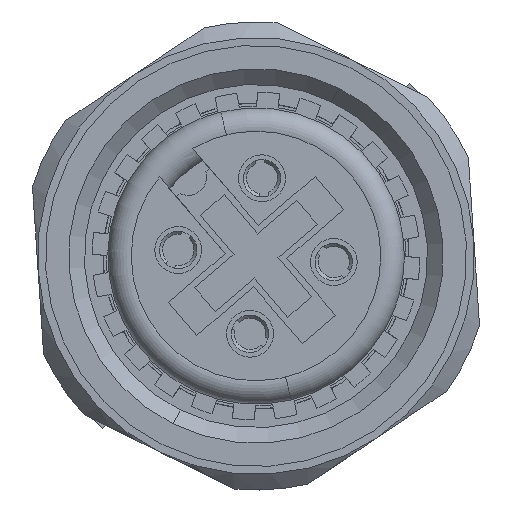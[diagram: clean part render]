
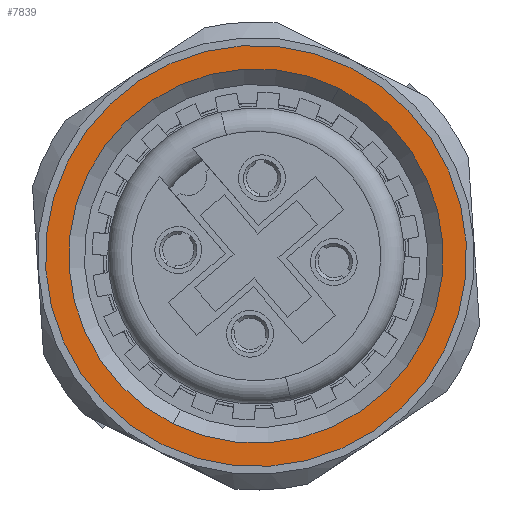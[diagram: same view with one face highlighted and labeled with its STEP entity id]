
A CAD part, left-side view. The second image highlights one B-rep face of the part: STEP entity #7839.
In plain terms, the highlighted planar face has unit normal (-1, 0, 0).
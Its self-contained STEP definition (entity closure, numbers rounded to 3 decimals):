
#1766=CARTESIAN_POINT('',(3.024,0.,0.));
#1767=DIRECTION('',(1.,0.,0.));
#1768=DIRECTION('',(0.,0.442,-0.897));
#1769=AXIS2_PLACEMENT_3D('',#1766,#1767,#1768);
#1771=CARTESIAN_POINT('',(3.024,0.,0.));
#1772=DIRECTION('',(1.,0.,0.));
#1773=DIRECTION('',(0.,-0.442,0.897));
#1774=AXIS2_PLACEMENT_3D('',#1771,#1772,#1773);
#1776=CARTESIAN_POINT('',(3.024,0.,0.));
#1777=DIRECTION('',(-1.,0.,0.));
#1778=DIRECTION('',(0.,0.442,-0.897));
#1779=AXIS2_PLACEMENT_3D('',#1776,#1777,#1778);
#1781=CARTESIAN_POINT('',(3.024,0.,0.));
#1782=DIRECTION('',(-1.,0.,0.));
#1783=DIRECTION('',(0.,-0.442,0.897));
#1784=AXIS2_PLACEMENT_3D('',#1781,#1782,#1783);
#5228=CARTESIAN_POINT('',(3.024,2.649,-5.384));
#5229=VERTEX_POINT('',#5228);
#5230=CARTESIAN_POINT('',(3.024,-2.649,5.384));
#5231=VERTEX_POINT('',#5230);
#5232=CARTESIAN_POINT('',(3.024,2.98,-6.056));
#5233=CARTESIAN_POINT('',(3.024,-2.98,6.056));
#5234=VERTEX_POINT('',#5232);
#5235=VERTEX_POINT('',#5233);
#7824=CARTESIAN_POINT('',(3.024,0.,
0.));
#7825=DIRECTION('',(1.,0.,0.));
#7826=DIRECTION('',(0.,0.442,-0.897));
#7827=AXIS2_PLACEMENT_3D('',#7824,#7825,#7826);
#7828=PLANE('',#7827);
#7830=ORIENTED_EDGE('',*,*,#7829,.T.);
#7832=ORIENTED_EDGE('',*,*,#7831,.T.);
#7833=EDGE_LOOP('',(#7830,#7832));
#7834=FACE_OUTER_BOUND('',#7833,.F.);
#7835=ORIENTED_EDGE('',*,*,#7804,.T.);
#7836=ORIENTED_EDGE('',*,*,#7817,.T.);
#7837=EDGE_LOOP('',(#7835,#7836));
#7838=FACE_BOUND('',#7837,.F.);
#1770=CIRCLE('',#1769,6.75);
#1775=CIRCLE('',#1774,6.75);
#1780=CIRCLE('',#1779,6.);
#1785=CIRCLE('',#1784,6.);
#7804=EDGE_CURVE('',#5229,#5231,#1780,.T.);
#7817=EDGE_CURVE('',#5231,#5229,#1785,.T.);
#7829=EDGE_CURVE('',#5234,#5235,#1770,.T.);
#7831=EDGE_CURVE('',#5235,#5234,#1775,.T.);
#7839=ADVANCED_FACE('',(#7834,#7838),#7828,.F.);
